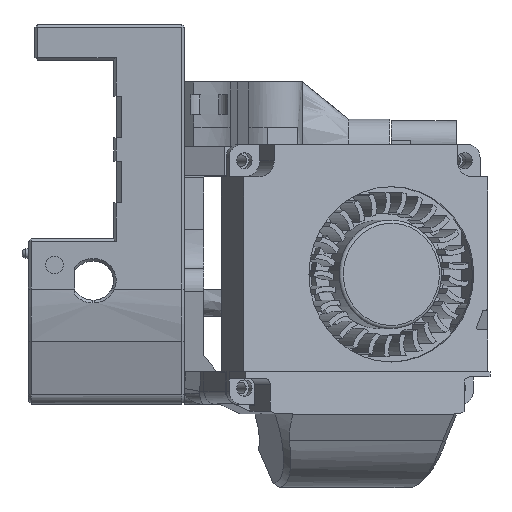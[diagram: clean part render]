
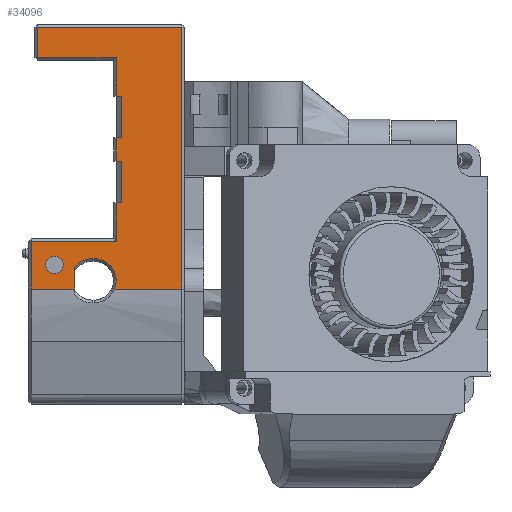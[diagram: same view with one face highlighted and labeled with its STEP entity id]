
A CAD part, left-side view. The second image highlights one B-rep face of the part: STEP entity #34096.
In plain terms, the highlighted planar face has unit normal (-1, 0, 0).
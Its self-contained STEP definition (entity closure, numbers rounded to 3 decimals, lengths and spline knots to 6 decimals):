
#1288=CIRCLE('',#35774,0.0034);
#1290=CIRCLE('',#35778,0.0034);
#1419=CIRCLE('',#36091,0.00135);
#7720=ORIENTED_EDGE('',*,*,#13997,.F.);
#7721=ORIENTED_EDGE('',*,*,#13962,.T.);
#7722=ORIENTED_EDGE('',*,*,#13959,.T.);
#7723=ORIENTED_EDGE('',*,*,#13956,.T.);
#7724=ORIENTED_EDGE('',*,*,#13953,.T.);
#7725=ORIENTED_EDGE('',*,*,#15178,.F.);
#7726=ORIENTED_EDGE('',*,*,#14455,.F.);
#7727=ORIENTED_EDGE('',*,*,#14453,.F.);
#7728=ORIENTED_EDGE('',*,*,#14494,.F.);
#7729=ORIENTED_EDGE('',*,*,#14442,.F.);
#7730=ORIENTED_EDGE('',*,*,#14437,.F.);
#7731=ORIENTED_EDGE('',*,*,#14659,.T.);
#7732=ORIENTED_EDGE('',*,*,#15027,.T.);
#7733=ORIENTED_EDGE('',*,*,#14255,.T.);
#7734=ORIENTED_EDGE('',*,*,#14251,.F.);
#7735=ORIENTED_EDGE('',*,*,#14693,.T.);
#7736=ORIENTED_EDGE('',*,*,#15025,.T.);
#7737=ORIENTED_EDGE('',*,*,#14217,.T.);
#7738=ORIENTED_EDGE('',*,*,#14366,.F.);
#7739=ORIENTED_EDGE('',*,*,#14363,.F.);
#7740=ORIENTED_EDGE('',*,*,#14341,.F.);
#7741=ORIENTED_EDGE('',*,*,#15177,.F.);
#7742=ORIENTED_EDGE('',*,*,#14597,.T.);
#13953=EDGE_CURVE('',#18512,#18511,#1288,.T.);
#13956=EDGE_CURVE('',#18514,#18512,#22050,.T.);
#13959=EDGE_CURVE('',#18516,#18514,#1290,.T.);
#13962=EDGE_CURVE('',#18519,#18516,#22054,.T.);
#13997=EDGE_CURVE('',#18519,#18539,#22079,.T.);
#14217=EDGE_CURVE('',#18721,#18720,#22230,.T.);
#14251=EDGE_CURVE('',#18754,#18751,#22263,.T.);
#14255=EDGE_CURVE('',#18757,#18751,#22267,.T.);
#14341=EDGE_CURVE('',#18831,#18827,#22351,.T.);
#14363=EDGE_CURVE('',#18827,#18841,#22369,.T.);
#14366=EDGE_CURVE('',#18841,#18720,#22372,.T.);
#14437=EDGE_CURVE('',#18901,#18902,#22431,.T.);
#14442=EDGE_CURVE('',#18902,#18904,#22436,.T.);
#14453=EDGE_CURVE('',#18600,#18601,#22447,.T.);
#14455=EDGE_CURVE('',#18601,#18909,#22449,.T.);
#14494=EDGE_CURVE('',#18904,#18600,#22483,.T.);
#14597=EDGE_CURVE('',#18980,#18980,#1419,.T.);
#14659=EDGE_CURVE('',#18901,#19040,#22607,.T.);
#14693=EDGE_CURVE('',#18754,#19072,#22638,.T.);
#15025=EDGE_CURVE('',#19072,#18721,#22867,.T.);
#15027=EDGE_CURVE('',#19040,#18757,#22869,.T.);
#15177=EDGE_CURVE('',#18539,#18831,#23013,.T.);
#15178=EDGE_CURVE('',#18909,#18511,#23014,.T.);
#18511=VERTEX_POINT('',#51517);
#18512=VERTEX_POINT('',#51529);
#18514=VERTEX_POINT('',#51535);
#18516=VERTEX_POINT('',#51541);
#18519=VERTEX_POINT('',#51548);
#18539=VERTEX_POINT('',#51627);
#18600=VERTEX_POINT('',#51788);
#18601=VERTEX_POINT('',#51792);
#18720=VERTEX_POINT('',#52082);
#18721=VERTEX_POINT('',#52084);
#18751=VERTEX_POINT('',#52146);
#18754=VERTEX_POINT('',#52151);
#18757=VERTEX_POINT('',#52161);
#18827=VERTEX_POINT('',#52313);
#18831=VERTEX_POINT('',#52330);
#18841=VERTEX_POINT('',#52375);
#18901=VERTEX_POINT('',#52526);
#18902=VERTEX_POINT('',#52528);
#18904=VERTEX_POINT('',#52534);
#18909=VERTEX_POINT('',#52560);
#18980=VERTEX_POINT('',#53003);
#19040=VERTEX_POINT('',#53125);
#19072=VERTEX_POINT('',#53193);
#22050=LINE('',#51538,#25494);
#22054=LINE('',#51550,#25498);
#22079=LINE('',#51626,#25523);
#22230=LINE('',#52083,#25674);
#22263=LINE('',#52152,#25707);
#22267=LINE('',#52160,#25711);
#22351=LINE('',#52331,#25795);
#22369=LINE('',#52374,#25813);
#22372=LINE('',#52380,#25816);
#22431=LINE('',#52527,#25875);
#22436=LINE('',#52537,#25880);
#22447=LINE('',#52557,#25891);
#22449=LINE('',#52561,#25893);
#22483=LINE('',#52643,#25927);
#22607=LINE('',#53126,#26051);
#22638=LINE('',#53194,#26082);
#22867=LINE('',#53877,#26311);
#22869=LINE('',#53880,#26313);
#23013=LINE('',#54195,#26457);
#23014=LINE('',#54196,#26458);
#25494=VECTOR('',#40613,1.);
#25498=VECTOR('',#40625,1.);
#25523=VECTOR('',#40698,1.);
#25674=VECTOR('',#41073,1.);
#25707=VECTOR('',#41110,1.);
#25711=VECTOR('',#41118,1.);
#25795=VECTOR('',#41226,1.);
#25813=VECTOR('',#41276,1.);
#25816=VECTOR('',#41283,1.);
#25875=VECTOR('',#41374,1.);
#25880=VECTOR('',#41383,1.);
#25891=VECTOR('',#41404,1.);
#25893=VECTOR('',#41408,1.);
#25927=VECTOR('',#41502,1.);
#26051=VECTOR('',#41810,1.);
#26082=VECTOR('',#41851,1.);
#26311=VECTOR('',#42546,1.);
#26313=VECTOR('',#42550,1.);
#26457=VECTOR('',#42976,1.);
#26458=VECTOR('',#42977,1.);
#28875=EDGE_LOOP('',(#7720,#7721,#7722,#7723,#7724,#7725,#7726,#7727,#7728,
#7729,#7730,#7731,#7732,#7733,#7734,#7735,#7736,#7737,#7738,#7739,#7740,
#7741));
#28876=EDGE_LOOP('',(#7742));
#30936=FACE_BOUND('',#28875,.T.);
#30937=FACE_BOUND('',#28876,.T.);
#32675=PLANE('',#36476);
#34096=ADVANCED_FACE('',(#30936,#30937),#32675,.F.);
#35774=AXIS2_PLACEMENT_3D('',#51532,#40607,#40608);
#35778=AXIS2_PLACEMENT_3D('',#51544,#40619,#40620);
#36091=AXIS2_PLACEMENT_3D('',#53002,#41742,#41743);
#36476=AXIS2_PLACEMENT_3D('',#54197,#42978,#42979);
#40607=DIRECTION('',(1.,0.,0.));
#40608=DIRECTION('',(0.,0.,-1.));
#40613=DIRECTION('',(0.,-1.,0.));
#40619=DIRECTION('',(1.,0.,0.));
#40620=DIRECTION('',(0.,0.,-1.));
#40625=DIRECTION('',(0.,-0.707,0.707));
#40698=DIRECTION('',(0.,0.,-1.));
#41073=DIRECTION('',(0.,1.,0.));
#41110=DIRECTION('',(0.,0.,1.));
#41118=DIRECTION('',(0.,1.,0.));
#41226=DIRECTION('',(0.,0.,1.));
#41276=DIRECTION('',(0.,-1.,0.));
#41283=DIRECTION('',(0.,0.,1.));
#41374=DIRECTION('',(0.,0.,1.));
#41383=DIRECTION('',(0.,1.,0.));
#41404=DIRECTION('',(0.,-1.,0.));
#41408=DIRECTION('',(0.,0.,-1.));
#41502=DIRECTION('',(0.,0.,1.));
#41742=DIRECTION('',(1.,0.,0.));
#41743=DIRECTION('',(0.,-1.,0.));
#41810=DIRECTION('',(0.,-1.,0.));
#41851=DIRECTION('',(0.,-1.,0.));
#42546=DIRECTION('',(0.,0.,-1.));
#42550=DIRECTION('',(0.,0.,-1.));
#42976=DIRECTION('',(0.,1.,0.));
#42977=DIRECTION('',(0.,1.,0.));
#42978=DIRECTION('',(1.,0.,0.));
#42979=DIRECTION('',(0.,1.,0.));
#51517=CARTESIAN_POINT('',(0.105099,0.159913,0.090218));
#51529=CARTESIAN_POINT('',(0.105099,0.163058,0.094909));
#51532=CARTESIAN_POINT('',(0.105099,0.163058,0.091509));
#51535=CARTESIAN_POINT('',(0.105099,0.163315,0.094909));
#51538=CARTESIAN_POINT('',(0.105099,0.163058,0.094909));
#51541=CARTESIAN_POINT('',(0.105099,0.16572,0.093913));
#51544=CARTESIAN_POINT('',(0.105099,0.163315,0.091509));
#51548=CARTESIAN_POINT('',(0.105099,0.166058,0.093574));
#51550=CARTESIAN_POINT('',(0.105099,0.16572,0.093913));
#51626=CARTESIAN_POINT('',(0.105099,0.166058,0.088509));
#51627=CARTESIAN_POINT('',(0.105099,0.166058,0.090218));
#51788=CARTESIAN_POINT('',(0.105099,0.17175,0.13055));
#51792=CARTESIAN_POINT('',(0.105099,0.14955,0.13055));
#52082=CARTESIAN_POINT('',(0.105099,0.159658,0.1035));
#52083=CARTESIAN_POINT('',(0.105099,0.160604,0.1035));
#52084=CARTESIAN_POINT('',(0.105099,0.158858,0.1035));
#52146=CARTESIAN_POINT('',(0.105099,0.159658,0.1135));
#52151=CARTESIAN_POINT('',(0.105099,0.159658,0.1099));
#52152=CARTESIAN_POINT('',(0.105099,0.159658,0.117101));
#52160=CARTESIAN_POINT('',(0.105099,0.160604,0.1135));
#52161=CARTESIAN_POINT('',(0.105099,0.158858,0.1135));
#52313=CARTESIAN_POINT('',(0.105099,0.17275,0.09755));
#52330=CARTESIAN_POINT('',(0.105099,0.17275,0.090218));
#52331=CARTESIAN_POINT('',(0.105099,0.17275,0.102851));
#52374=CARTESIAN_POINT('',(0.105099,0.160604,0.09755));
#52375=CARTESIAN_POINT('',(0.105099,0.159658,0.09755));
#52380=CARTESIAN_POINT('',(0.105099,0.159658,0.117101));
#52526=CARTESIAN_POINT('',(0.105099,0.159658,0.1199));
#52527=CARTESIAN_POINT('',(0.105099,0.159658,0.117101));
#52528=CARTESIAN_POINT('',(0.105099,0.159658,0.12585));
#52534=CARTESIAN_POINT('',(0.105099,0.17175,0.12585));
#52537=CARTESIAN_POINT('',(0.105099,0.16615,0.12585));
#52557=CARTESIAN_POINT('',(0.105099,0.1554,0.13055));
#52560=CARTESIAN_POINT('',(0.105099,0.14955,0.090218));
#52561=CARTESIAN_POINT('',(0.105099,0.14955,0.110384));
#52643=CARTESIAN_POINT('',(0.105099,0.17175,0.119601));
#53002=CARTESIAN_POINT('',(0.105099,0.16915,0.09395));
#53003=CARTESIAN_POINT('',(0.105099,0.1678,0.09395));
#53125=CARTESIAN_POINT('',(0.105099,0.158858,0.1199));
#53126=CARTESIAN_POINT('',(0.105099,0.160604,0.1199));
#53193=CARTESIAN_POINT('',(0.105099,0.158858,0.1099));
#53194=CARTESIAN_POINT('',(0.105099,0.160604,0.1099));
#53877=CARTESIAN_POINT('',(0.105099,0.158858,0.108751));
#53880=CARTESIAN_POINT('',(0.105099,0.158858,0.108751));
#54195=CARTESIAN_POINT('',(0.105099,0.15515,0.090218));
#54196=CARTESIAN_POINT('',(0.105099,0.15515,0.090218));
#54197=CARTESIAN_POINT('',(0.105099,0.16115,0.108751));
